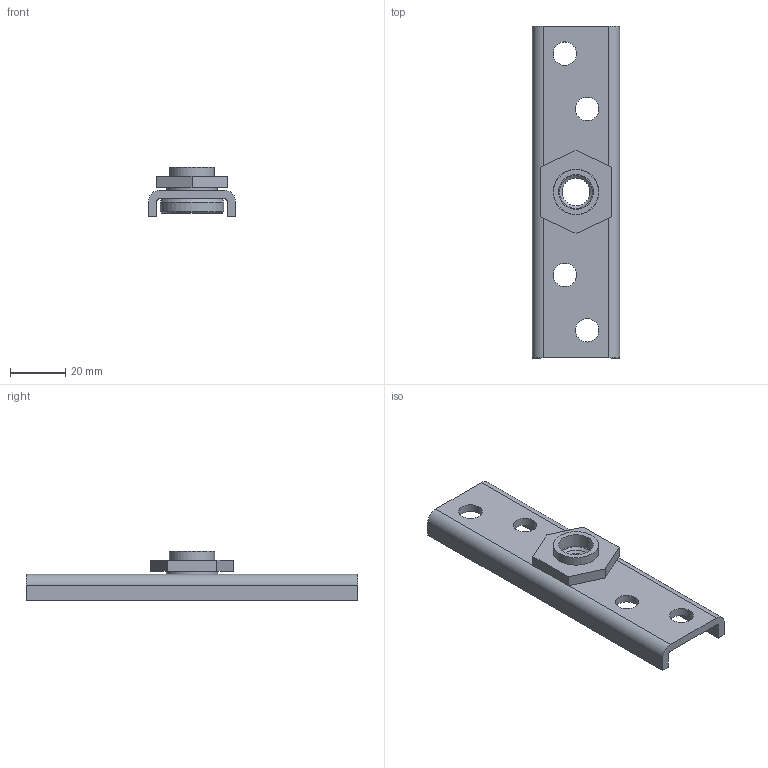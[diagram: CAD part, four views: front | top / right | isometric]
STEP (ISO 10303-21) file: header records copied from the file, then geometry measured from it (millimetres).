
FILE_DESCRIPTION( ( 'STEP AP214' ), '1' );
FILE_NAME( ' ', ' ', ( ' ' ), ( ' ' ), 'PSStep 11.0', 'VISI 17.0', ' ' );
FILE_SCHEMA( ( 'AUTOMOTIVE_DESIGN { 1 0 10303 214 1 1 1 1 }' ) );
Length unit declared in the file: millimetre
Products named in the file (3): 1; 2; 3
Bounding box: 31.5 x 120 x 17.85 mm (x, y, z)
Volume: 18339 mm3; surface area: 14350.7 mm2
Topology: 3 solids, 3 shells, 53 faces, 121 edges, 78 vertices
Faces by surface type: plane 24, cylinder 15, cone 14
Full cylindrical faces by diameter (mm): 8.5 x4, 12.5 x2, 16.3 x1, 16.5 x1, 18.5 x1, 18.9 x1, 23 x1
Entity records: 1825 total; most frequent: DIRECTION 248, CARTESIAN_POINT 220, ORIENTED_EDGE 182, AXIS2_PLACEMENT_3D 101, EDGE_LOOP 96, EDGE_CURVE 91, VERTEX_POINT 73, FACE_OUTER_BOUND 64
